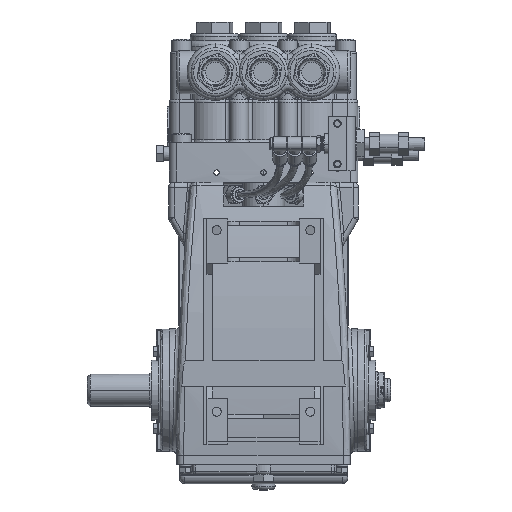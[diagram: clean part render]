
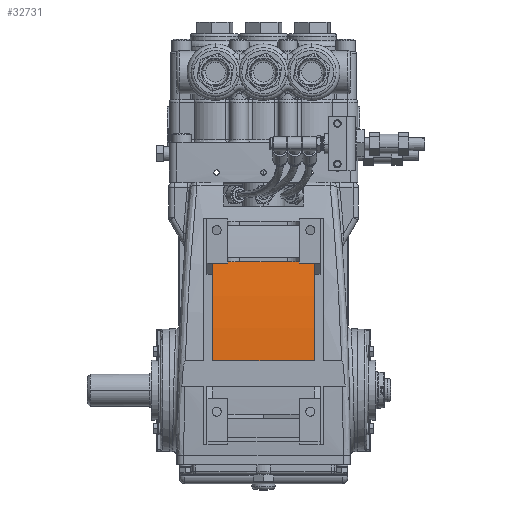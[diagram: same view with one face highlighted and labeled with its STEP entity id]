
A CAD part, front view. The second image highlights one B-rep face of the part: STEP entity #32731.
In plain terms, the highlighted cylindrical face has radius 634.291 mm (diameter 1268.58 mm), a partial arc.
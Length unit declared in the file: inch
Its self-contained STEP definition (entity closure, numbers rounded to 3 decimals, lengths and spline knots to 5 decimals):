
#1896 = CARTESIAN_POINT ( 'NONE',  ( 1.314, -2.44603, 4.73 ) ) ;
#2438 = LINE ( 'NONE', #81962, #37550 ) ;
#3314 = CARTESIAN_POINT ( 'NONE',  ( 1.875, -2.45546, 4.68 ) ) ;
#3557 = EDGE_CURVE ( 'NONE', #83969, #3908, #74942, .T. ) ;
#3908 = VERTEX_POINT ( 'NONE', #3975 ) ;
#3975 = CARTESIAN_POINT ( 'NONE',  ( -1.314, -2.44603, 4.73 ) ) ;
#5947 = CIRCLE ( 'NONE', #77659, 24.97208 ) ;
#6325 = EDGE_CURVE ( 'NONE', #3908, #8064, #2438, .T. ) ;
#8064 = VERTEX_POINT ( 'NONE', #1896 ) ;
#10340 = VERTEX_POINT ( 'NONE', #19605 ) ;
#11711 = CARTESIAN_POINT ( 'NONE',  ( -1.314, -2.45546, 4.68 ) ) ;
#11840 = VERTEX_POINT ( 'NONE', #78633 ) ;
#12252 = DIRECTION ( 'NONE',  ( 1., 0., 0. ) ) ;
#13881 = VERTEX_POINT ( 'NONE', #80855 ) ;
#14123 = EDGE_CURVE ( 'NONE', #76377, #13881, #5947, .T. ) ;
#14200 = LINE ( 'NONE', #50180, #65956 ) ;
#16222 = CARTESIAN_POINT ( 'NONE',  ( 1.314, 22.0882, 0.07423 ) ) ;
#16513 = DIRECTION ( 'NONE',  ( -1., 0., 0. ) ) ;
#18475 = AXIS2_PLACEMENT_3D ( 'NONE', #16222, #63494, #23039 ) ;
#19605 = CARTESIAN_POINT ( 'NONE',  ( -1.875, -2.8633, 1.08774 ) ) ;
#23039 = DIRECTION ( 'NONE',  ( 0., 0., 1. ) ) ;
#23448 = VECTOR ( 'NONE', #70134, 39.37008 ) ;
#24586 = CYLINDRICAL_SURFACE ( 'NONE', #86781, 24.97208 ) ;
#25574 = LINE ( 'NONE', #84524, #23448 ) ;
#27721 = ORIENTED_EDGE ( 'NONE', *, *, #46464, .F. ) ;
#27902 = ORIENTED_EDGE ( 'NONE', *, *, #80199, .F. ) ;
#29832 = DIRECTION ( 'NONE',  ( 1., 0., 0. ) ) ;
#30474 = CARTESIAN_POINT ( 'NONE',  ( -1.314, 22.0882, 0.07423 ) ) ;
#32731 = ADVANCED_FACE ( 'NONE', ( #33115 ), #24586, .T. ) ;
#33115 = FACE_OUTER_BOUND ( 'NONE', #76809, .T. ) ;
#35875 = DIRECTION ( 'NONE',  ( 0., 0., 1. ) ) ;
#36859 = ORIENTED_EDGE ( 'NONE', *, *, #78787, .F. ) ;
#37243 = DIRECTION ( 'NONE',  ( 0., 0., -1. ) ) ;
#37245 = CIRCLE ( 'NONE', #55850, 24.97208 ) ;
#37550 = VECTOR ( 'NONE', #49854, 39.37008 ) ;
#39919 = ORIENTED_EDGE ( 'NONE', *, *, #6325, .F. ) ;
#43715 = CARTESIAN_POINT ( 'NONE',  ( 3.1935, -2.8633, 1.08774 ) ) ;
#46330 = CARTESIAN_POINT ( 'NONE',  ( 1.314, -2.45546, 4.68 ) ) ;
#46464 = EDGE_CURVE ( 'NONE', #62304, #76377, #25574, .T. ) ;
#49101 = CARTESIAN_POINT ( 'NONE',  ( 3.1935, 22.0882, 0.07423 ) ) ;
#49342 = ORIENTED_EDGE ( 'NONE', *, *, #59117, .F. ) ;
#49854 = DIRECTION ( 'NONE',  ( 1., 0., 0. ) ) ;
#50180 = CARTESIAN_POINT ( 'NONE',  ( 3.1935, -2.45546, 4.68 ) ) ;
#51552 = VECTOR ( 'NONE', #84087, 39.37008 ) ;
#52736 = CARTESIAN_POINT ( 'NONE',  ( 1.875, 22.0882, 0.07423 ) ) ;
#55850 = AXIS2_PLACEMENT_3D ( 'NONE', #56961, #16513, #63786 ) ;
#56961 = CARTESIAN_POINT ( 'NONE',  ( -1.875, 22.0882, 0.07423 ) ) ;
#59117 = EDGE_CURVE ( 'NONE', #8064, #62304, #85963, .T. ) ;
#59511 = DIRECTION ( 'NONE',  ( 0., 0., 1. ) ) ;
#61757 = ORIENTED_EDGE ( 'NONE', *, *, #3557, .F. ) ;
#62126 = EDGE_CURVE ( 'NONE', #10340, #13881, #87425, .T. ) ;
#62304 = VERTEX_POINT ( 'NONE', #46330 ) ;
#62418 = DIRECTION ( 'NONE',  ( -1., 0., 0. ) ) ;
#63494 = DIRECTION ( 'NONE',  ( 1., 0., 0. ) ) ;
#63786 = DIRECTION ( 'NONE',  ( 0., 0., -1. ) ) ;
#65956 = VECTOR ( 'NONE', #29832, 39.37008 ) ;
#66486 = ORIENTED_EDGE ( 'NONE', *, *, #14123, .F. ) ;
#70134 = DIRECTION ( 'NONE',  ( 1., 0., 0. ) ) ;
#74942 = CIRCLE ( 'NONE', #82728, 24.97208 ) ;
#76377 = VERTEX_POINT ( 'NONE', #3314 ) ;
#76809 = EDGE_LOOP ( 'NONE', ( #36859, #83633, #66486, #27721, #49342, #39919, #61757, #27902 ) ) ;
#77659 = AXIS2_PLACEMENT_3D ( 'NONE', #52736, #12252, #59511 ) ;
#77675 = DIRECTION ( 'NONE',  ( -1., 0., 0. ) ) ;
#78633 = CARTESIAN_POINT ( 'NONE',  ( -1.875, -2.45546, 4.68 ) ) ;
#78787 = EDGE_CURVE ( 'NONE', #10340, #11840, #37245, .T. ) ;
#80199 = EDGE_CURVE ( 'NONE', #11840, #83969, #14200, .T. ) ;
#80855 = CARTESIAN_POINT ( 'NONE',  ( 1.875, -2.8633, 1.08774 ) ) ;
#81962 = CARTESIAN_POINT ( 'NONE',  ( 3.1935, -2.44603, 4.73 ) ) ;
#82728 = AXIS2_PLACEMENT_3D ( 'NONE', #30474, #77675, #37243 ) ;
#83633 = ORIENTED_EDGE ( 'NONE', *, *, #62126, .T. ) ;
#83969 = VERTEX_POINT ( 'NONE', #11711 ) ;
#84087 = DIRECTION ( 'NONE',  ( 1., 0., 0. ) ) ;
#84524 = CARTESIAN_POINT ( 'NONE',  ( 3.1935, -2.45546, 4.68 ) ) ;
#85963 = CIRCLE ( 'NONE', #18475, 24.97208 ) ;
#86781 = AXIS2_PLACEMENT_3D ( 'NONE', #49101, #62418, #35875 ) ;
#87425 = LINE ( 'NONE', #43715, #51552 ) ;
